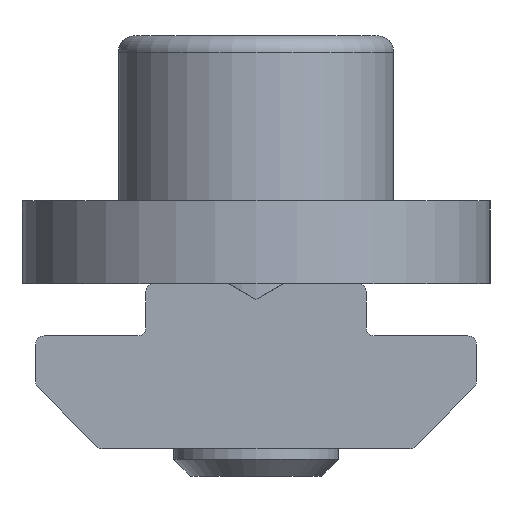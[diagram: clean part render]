
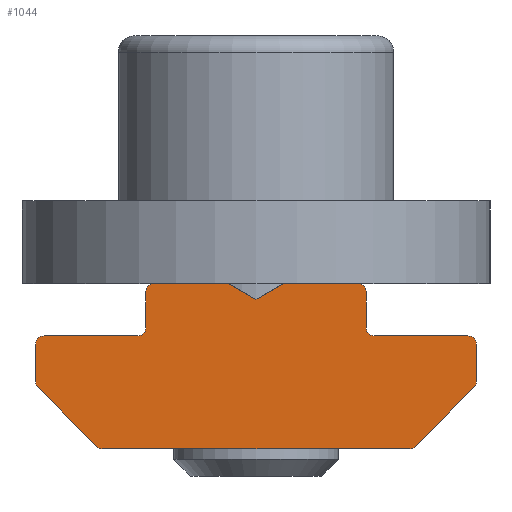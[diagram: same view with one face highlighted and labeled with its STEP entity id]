
A CAD part, left-side view. The second image highlights one B-rep face of the part: STEP entity #1044.
In plain terms, the highlighted face is planar.
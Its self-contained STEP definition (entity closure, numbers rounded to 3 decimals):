
#116=LINE('',#1626,#195);
#134=LINE('',#1697,#213);
#138=LINE('',#1709,#217);
#142=LINE('',#1729,#221);
#146=LINE('',#1741,#225);
#150=LINE('',#1753,#229);
#154=LINE('',#1765,#233);
#158=LINE('',#1777,#237);
#160=LINE('',#1786,#239);
#165=LINE('',#1802,#244);
#168=LINE('',#1812,#247);
#172=LINE('',#1824,#251);
#175=LINE('',#1833,#254);
#195=VECTOR('',#1312,1000.);
#213=VECTOR('',#1378,1000.);
#217=VECTOR('',#1390,1000.);
#221=VECTOR('',#1410,1000.);
#225=VECTOR('',#1422,1000.);
#229=VECTOR('',#1434,1000.);
#233=VECTOR('',#1446,1000.);
#237=VECTOR('',#1458,1000.);
#239=VECTOR('',#1470,1000.);
#244=VECTOR('',#1489,1000.);
#247=VECTOR('',#1502,1000.);
#251=VECTOR('',#1514,1000.);
#254=VECTOR('',#1525,1000.);
#457=ORIENTED_EDGE('',*,*,#591,.T.);
#458=ORIENTED_EDGE('',*,*,#595,.T.);
#459=ORIENTED_EDGE('',*,*,#598,.T.);
#460=ORIENTED_EDGE('',*,*,#601,.T.);
#461=ORIENTED_EDGE('',*,*,#604,.T.);
#462=ORIENTED_EDGE('',*,*,#611,.T.);
#463=ORIENTED_EDGE('',*,*,#614,.T.);
#464=ORIENTED_EDGE('',*,*,#617,.T.);
#465=ORIENTED_EDGE('',*,*,#620,.T.);
#466=ORIENTED_EDGE('',*,*,#623,.T.);
#467=ORIENTED_EDGE('',*,*,#626,.T.);
#468=ORIENTED_EDGE('',*,*,#629,.T.);
#469=ORIENTED_EDGE('',*,*,#632,.F.);
#470=ORIENTED_EDGE('',*,*,#635,.T.);
#471=ORIENTED_EDGE('',*,*,#638,.T.);
#472=ORIENTED_EDGE('',*,*,#640,.T.);
#473=ORIENTED_EDGE('',*,*,#562,.T.);
#474=ORIENTED_EDGE('',*,*,#650,.T.);
#475=ORIENTED_EDGE('',*,*,#657,.T.);
#476=ORIENTED_EDGE('',*,*,#660,.T.);
#477=ORIENTED_EDGE('',*,*,#663,.T.);
#478=ORIENTED_EDGE('',*,*,#666,.F.);
#479=ORIENTED_EDGE('',*,*,#668,.T.);
#562=EDGE_CURVE('',#695,#694,#116,.T.);
#591=EDGE_CURVE('',#721,#720,#778,.T.);
#595=EDGE_CURVE('',#720,#723,#134,.T.);
#598=EDGE_CURVE('',#723,#725,#780,.T.);
#601=EDGE_CURVE('',#725,#727,#138,.T.);
#604=EDGE_CURVE('',#727,#729,#782,.T.);
#611=EDGE_CURVE('',#729,#735,#142,.T.);
#614=EDGE_CURVE('',#735,#737,#788,.T.);
#617=EDGE_CURVE('',#737,#739,#146,.T.);
#620=EDGE_CURVE('',#739,#741,#790,.T.);
#623=EDGE_CURVE('',#741,#743,#150,.T.);
#626=EDGE_CURVE('',#743,#745,#792,.T.);
#629=EDGE_CURVE('',#745,#747,#154,.T.);
#632=EDGE_CURVE('',#749,#747,#794,.T.);
#635=EDGE_CURVE('',#749,#751,#158,.T.);
#638=EDGE_CURVE('',#751,#753,#796,.T.);
#640=EDGE_CURVE('',#753,#695,#160,.T.);
#650=EDGE_CURVE('',#694,#757,#165,.T.);
#657=EDGE_CURVE('',#757,#759,#168,.T.);
#660=EDGE_CURVE('',#759,#761,#806,.T.);
#663=EDGE_CURVE('',#761,#763,#172,.T.);
#666=EDGE_CURVE('',#765,#763,#808,.T.);
#668=EDGE_CURVE('',#765,#721,#175,.T.);
#694=VERTEX_POINT('',#1625);
#695=VERTEX_POINT('',#1627);
#720=VERTEX_POINT('',#1688);
#721=VERTEX_POINT('',#1690);
#723=VERTEX_POINT('',#1696);
#725=VERTEX_POINT('',#1702);
#727=VERTEX_POINT('',#1708);
#729=VERTEX_POINT('',#1714);
#735=VERTEX_POINT('',#1728);
#737=VERTEX_POINT('',#1734);
#739=VERTEX_POINT('',#1740);
#741=VERTEX_POINT('',#1746);
#743=VERTEX_POINT('',#1752);
#745=VERTEX_POINT('',#1758);
#747=VERTEX_POINT('',#1764);
#749=VERTEX_POINT('',#1770);
#751=VERTEX_POINT('',#1776);
#753=VERTEX_POINT('',#1782);
#757=VERTEX_POINT('',#1801);
#759=VERTEX_POINT('',#1811);
#761=VERTEX_POINT('',#1817);
#763=VERTEX_POINT('',#1823);
#765=VERTEX_POINT('',#1829);
#778=CIRCLE('',#1149,0.3);
#780=CIRCLE('',#1153,0.3);
#782=CIRCLE('',#1157,0.3);
#788=CIRCLE('',#1165,0.3);
#790=CIRCLE('',#1169,0.3);
#792=CIRCLE('',#1173,0.3);
#794=CIRCLE('',#1177,0.3);
#796=CIRCLE('',#1181,0.3);
#806=CIRCLE('',#1198,0.3);
#808=CIRCLE('',#1202,0.3);
#874=EDGE_LOOP('',(#457,#458,#459,#460,#461,#462,#463,#464,#465,#466,#467,
#468,#469,#470,#471,#472,#473,#474,#475,#476,#477,#478,#479));
#949=FACE_BOUND('',#874,.T.);
#992=PLANE('',#1204);
#1044=ADVANCED_FACE('',(#949),#992,.T.);
#1149=AXIS2_PLACEMENT_3D('',#1689,#1371,#1372);
#1153=AXIS2_PLACEMENT_3D('',#1703,#1384,#1385);
#1157=AXIS2_PLACEMENT_3D('',#1715,#1396,#1397);
#1165=AXIS2_PLACEMENT_3D('',#1735,#1416,#1417);
#1169=AXIS2_PLACEMENT_3D('',#1747,#1428,#1429);
#1173=AXIS2_PLACEMENT_3D('',#1759,#1440,#1441);
#1177=AXIS2_PLACEMENT_3D('',#1771,#1452,#1453);
#1181=AXIS2_PLACEMENT_3D('',#1783,#1464,#1465);
#1198=AXIS2_PLACEMENT_3D('',#1818,#1508,#1509);
#1202=AXIS2_PLACEMENT_3D('',#1830,#1520,#1521);
#1204=AXIS2_PLACEMENT_3D('',#1834,#1526,#1527);
#1312=DIRECTION('',(-0.866,-0.5,0.));
#1371=DIRECTION('',(0.,0.,1.));
#1372=DIRECTION('',(1.,0.,0.));
#1378=DIRECTION('',(0.,-1.,0.));
#1384=DIRECTION('',(0.,0.,1.));
#1385=DIRECTION('',(1.,0.,0.));
#1390=DIRECTION('',(0.707,-0.707,0.));
#1396=DIRECTION('',(0.,0.,1.));
#1397=DIRECTION('',(1.,0.,0.));
#1410=DIRECTION('',(1.,0.,0.));
#1416=DIRECTION('',(0.,0.,1.));
#1417=DIRECTION('',(1.,0.,0.));
#1422=DIRECTION('',(0.707,0.707,0.));
#1428=DIRECTION('',(0.,0.,1.));
#1429=DIRECTION('',(1.,0.,0.));
#1434=DIRECTION('',(0.,1.,0.));
#1440=DIRECTION('',(0.,0.,1.));
#1441=DIRECTION('',(1.,0.,0.));
#1446=DIRECTION('',(-1.,0.,0.));
#1452=DIRECTION('',(0.,0.,1.));
#1453=DIRECTION('',(1.,0.,0.));
#1458=DIRECTION('',(0.,1.,0.));
#1464=DIRECTION('',(0.,0.,1.));
#1465=DIRECTION('',(1.,0.,0.));
#1470=DIRECTION('',(-1.,0.,0.));
#1489=DIRECTION('',(-0.866,0.5,0.));
#1502=DIRECTION('',(-1.,0.,0.));
#1508=DIRECTION('',(0.,0.,1.));
#1509=DIRECTION('',(1.,0.,0.));
#1514=DIRECTION('',(0.,-1.,0.));
#1520=DIRECTION('',(0.,0.,1.));
#1521=DIRECTION('',(1.,0.,0.));
#1525=DIRECTION('',(-1.,0.,0.));
#1526=DIRECTION('',(0.,0.,1.));
#1527=DIRECTION('',(1.,0.,0.));
#1625=CARTESIAN_POINT('',(0.,5.423,90.));
#1626=CARTESIAN_POINT('',(1.,6.,90.));
#1627=CARTESIAN_POINT('',(1.,6.,90.));
#1688=CARTESIAN_POINT('',(-8.,3.8,90.));
#1689=CARTESIAN_POINT('',(-7.7,3.8,90.));
#1690=CARTESIAN_POINT('',(-7.7,4.1,90.));
#1696=CARTESIAN_POINT('',(-8.,2.424,90.));
#1697=CARTESIAN_POINT('',(-8.,3.8,90.));
#1702=CARTESIAN_POINT('',(-7.912,2.212,90.));
#1703=CARTESIAN_POINT('',(-7.7,2.424,90.));
#1708=CARTESIAN_POINT('',(-5.788,0.088,90.));
#1709=CARTESIAN_POINT('',(-7.912,2.212,90.));
#1714=CARTESIAN_POINT('',(-5.576,0.,90.));
#1715=CARTESIAN_POINT('',(-5.576,0.3,90.));
#1728=CARTESIAN_POINT('',(5.576,0.,90.));
#1729=CARTESIAN_POINT('',(-5.576,0.,90.));
#1734=CARTESIAN_POINT('',(5.788,0.088,90.));
#1735=CARTESIAN_POINT('',(5.576,0.3,90.));
#1740=CARTESIAN_POINT('',(7.912,2.212,90.));
#1741=CARTESIAN_POINT('',(5.788,0.088,90.));
#1746=CARTESIAN_POINT('',(8.,2.424,90.));
#1747=CARTESIAN_POINT('',(7.7,2.424,90.));
#1752=CARTESIAN_POINT('',(8.,3.8,90.));
#1753=CARTESIAN_POINT('',(8.,2.424,90.));
#1758=CARTESIAN_POINT('',(7.7,4.1,90.));
#1759=CARTESIAN_POINT('',(7.7,3.8,90.));
#1764=CARTESIAN_POINT('',(4.3,4.1,90.));
#1765=CARTESIAN_POINT('',(7.7,4.1,90.));
#1770=CARTESIAN_POINT('',(4.,4.4,90.));
#1771=CARTESIAN_POINT('',(4.3,4.4,90.));
#1776=CARTESIAN_POINT('',(4.,5.7,90.));
#1777=CARTESIAN_POINT('',(4.,4.4,90.));
#1782=CARTESIAN_POINT('',(3.7,6.,90.));
#1783=CARTESIAN_POINT('',(3.7,5.7,90.));
#1786=CARTESIAN_POINT('',(3.7,6.,90.));
#1801=CARTESIAN_POINT('',(-1.,6.,90.));
#1802=CARTESIAN_POINT('',(0.,5.423,90.));
#1811=CARTESIAN_POINT('',(-3.7,6.,90.));
#1812=CARTESIAN_POINT('',(-1.,6.,90.));
#1817=CARTESIAN_POINT('',(-4.,5.7,90.));
#1818=CARTESIAN_POINT('',(-3.7,5.7,90.));
#1823=CARTESIAN_POINT('',(-4.,4.4,90.));
#1824=CARTESIAN_POINT('',(-4.,5.7,90.));
#1829=CARTESIAN_POINT('',(-4.3,4.1,90.));
#1830=CARTESIAN_POINT('',(-4.3,4.4,90.));
#1833=CARTESIAN_POINT('',(-4.3,4.1,90.));
#1834=CARTESIAN_POINT('',(-7.7,3.8,90.));
